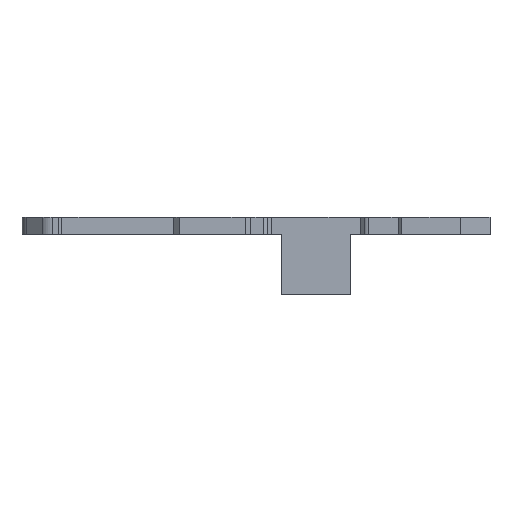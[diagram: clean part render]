
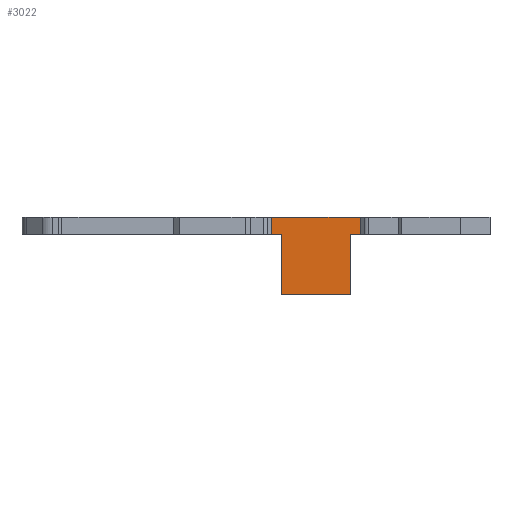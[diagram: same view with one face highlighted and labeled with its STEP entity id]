
A CAD part, left-side view. The second image highlights one B-rep face of the part: STEP entity #3022.
In plain terms, the highlighted planar face has unit normal (-1, 0, 0).
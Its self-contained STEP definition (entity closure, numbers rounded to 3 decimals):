
#224=FACE_OUTER_BOUND('',#380,.T.);
#380=EDGE_LOOP('',(#2457,#2458,#2459,#2460,#2461,#2462,#2463,#2464));
#614=LINE('',#4567,#976);
#623=LINE('',#4622,#985);
#630=LINE('',#4950,#992);
#632=LINE('',#4953,#994);
#694=LINE('',#5352,#1056);
#695=LINE('',#5355,#1057);
#696=LINE('',#5357,#1058);
#697=LINE('',#5358,#1059);
#976=VECTOR('',#3590,10.);
#985=VECTOR('',#3603,10.);
#992=VECTOR('',#3614,10.);
#994=VECTOR('',#3616,10.);
#1056=VECTOR('',#3736,10.);
#1057=VECTOR('',#3739,10.);
#1058=VECTOR('',#3740,10.);
#1059=VECTOR('',#3741,10.);
#1303=VERTEX_POINT('',#4564);
#1304=VERTEX_POINT('',#4566);
#1317=VERTEX_POINT('',#4619);
#1318=VERTEX_POINT('',#4621);
#1328=VERTEX_POINT('',#4949);
#1329=VERTEX_POINT('',#4952);
#1409=VERTEX_POINT('',#5354);
#1410=VERTEX_POINT('',#5356);
#1661=EDGE_CURVE('',#1304,#1303,#614,.T.);
#1675=EDGE_CURVE('',#1318,#1317,#623,.T.);
#1691=EDGE_CURVE('',#1303,#1328,#630,.T.);
#1693=EDGE_CURVE('',#1329,#1318,#632,.T.);
#1786=EDGE_CURVE('',#1317,#1304,#694,.T.);
#1787=EDGE_CURVE('',#1328,#1409,#695,.T.);
#1788=EDGE_CURVE('',#1410,#1409,#696,.T.);
#1789=EDGE_CURVE('',#1329,#1410,#697,.T.);
#2457=ORIENTED_EDGE('',*,*,#1691,.T.);
#2458=ORIENTED_EDGE('',*,*,#1787,.T.);
#2459=ORIENTED_EDGE('',*,*,#1788,.F.);
#2460=ORIENTED_EDGE('',*,*,#1789,.F.);
#2461=ORIENTED_EDGE('',*,*,#1693,.T.);
#2462=ORIENTED_EDGE('',*,*,#1675,.T.);
#2463=ORIENTED_EDGE('',*,*,#1786,.T.);
#2464=ORIENTED_EDGE('',*,*,#1661,.T.);
#2888=PLANE('',#3202);
#3022=ADVANCED_FACE('',(#224),#2888,.T.);
#3202=AXIS2_PLACEMENT_3D('',#5353,#3737,#3738);
#3590=DIRECTION('',(0.,0.,1.));
#3603=DIRECTION('',(0.,0.,-1.));
#3614=DIRECTION('',(0.,-1.,0.));
#3616=DIRECTION('',(0.,-1.,0.));
#3736=DIRECTION('',(0.,-1.,0.));
#3737=DIRECTION('center_axis',(-1.,0.,0.));
#3738=DIRECTION('ref_axis',(0.,-1.,0.));
#3739=DIRECTION('',(0.,0.,1.));
#3740=DIRECTION('',(0.,-1.,0.));
#3741=DIRECTION('',(0.,0.,1.));
#4564=CARTESIAN_POINT('',(-55.69,-27.3,17.5));
#4566=CARTESIAN_POINT('',(-55.69,-27.3,0.));
#4567=CARTESIAN_POINT('',(-55.69,-27.3,8.75));
#4619=CARTESIAN_POINT('',(-55.69,-7.3,0.));
#4621=CARTESIAN_POINT('',(-55.69,-7.3,17.5));
#4622=CARTESIAN_POINT('',(-55.69,-7.3,8.75));
#4949=CARTESIAN_POINT('',(-55.69,-30.019,17.5));
#4950=CARTESIAN_POINT('',(-55.69,-10.941,17.5));
#4952=CARTESIAN_POINT('',(-55.69,-4.581,17.5));
#4953=CARTESIAN_POINT('',(-55.69,-10.941,17.5));
#5352=CARTESIAN_POINT('',(-55.69,-23.659,0.));
#5353=CARTESIAN_POINT('Origin',(-55.69,-4.581,17.5));
#5354=CARTESIAN_POINT('',(-55.69,-30.019,22.5));
#5355=CARTESIAN_POINT('',(-55.69,-30.019,17.5));
#5356=CARTESIAN_POINT('',(-55.69,-4.581,22.5));
#5357=CARTESIAN_POINT('',(-55.69,-30.019,22.5));
#5358=CARTESIAN_POINT('',(-55.69,-4.581,17.5));
